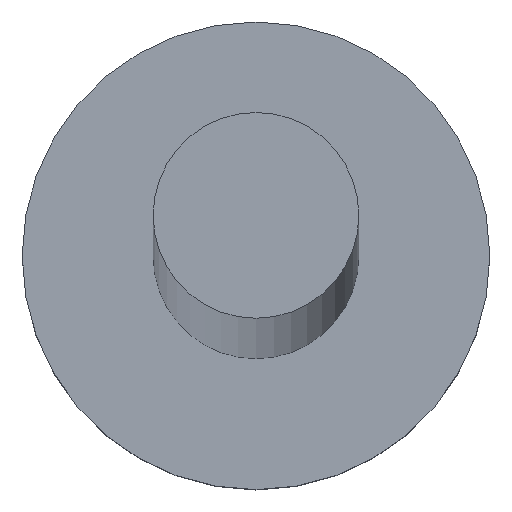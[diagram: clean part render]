
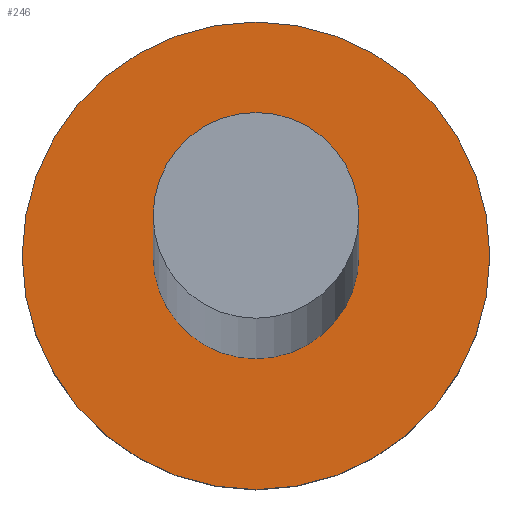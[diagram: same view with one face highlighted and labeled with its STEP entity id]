
A CAD part, top view. The second image highlights one B-rep face of the part: STEP entity #246.
In plain terms, the highlighted planar face has unit normal (0, 0, 1).
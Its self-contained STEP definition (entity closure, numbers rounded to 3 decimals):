
#13 = DIRECTION ( 'NONE',  ( 1., 0., 0. ) ) ;
#24 = CIRCLE ( 'NONE', #121, 1.1 ) ;
#25 = DIRECTION ( 'NONE',  ( 1., 0., 0. ) ) ;
#35 = VERTEX_POINT ( 'NONE', #252 ) ;
#37 = CIRCLE ( 'NONE', #184, 2.5 ) ;
#49 = DIRECTION ( 'NONE',  ( 1., 0., 0. ) ) ;
#58 = EDGE_CURVE ( 'NONE', #154, #35, #213, .T. ) ;
#60 = CARTESIAN_POINT ( 'NONE',  ( 0., 0., 2. ) ) ;
#71 = DIRECTION ( 'NONE',  ( 0., 0., 1. ) ) ;
#73 = EDGE_LOOP ( 'NONE', ( #231, #119 ) ) ;
#74 = DIRECTION ( 'NONE',  ( 0., 0., 1. ) ) ;
#80 = ORIENTED_EDGE ( 'NONE', *, *, #58, .F. ) ;
#81 = EDGE_CURVE ( 'NONE', #105, #180, #186, .T. ) ;
#85 = FACE_OUTER_BOUND ( 'NONE', #73, .T. ) ;
#87 = DIRECTION ( 'NONE',  ( 1., 0., 0. ) ) ;
#97 = AXIS2_PLACEMENT_3D ( 'NONE', #200, #170, #13 ) ;
#105 = VERTEX_POINT ( 'NONE', #234 ) ;
#113 = CARTESIAN_POINT ( 'NONE',  ( 0., 0., 2. ) ) ;
#119 = ORIENTED_EDGE ( 'NONE', *, *, #81, .T. ) ;
#120 = DIRECTION ( 'NONE',  ( 0., 0., 1. ) ) ;
#121 = AXIS2_PLACEMENT_3D ( 'NONE', #202, #71, #49 ) ;
#125 = FACE_BOUND ( 'NONE', #205, .T. ) ;
#129 = AXIS2_PLACEMENT_3D ( 'NONE', #113, #74, #153 ) ;
#153 = DIRECTION ( 'NONE',  ( 1., 0., 0. ) ) ;
#154 = VERTEX_POINT ( 'NONE', #227 ) ;
#170 = DIRECTION ( 'NONE',  ( 0., 0., 1. ) ) ;
#171 = AXIS2_PLACEMENT_3D ( 'NONE', #60, #120, #25 ) ;
#179 = ORIENTED_EDGE ( 'NONE', *, *, #182, .F. ) ;
#180 = VERTEX_POINT ( 'NONE', #194 ) ;
#182 = EDGE_CURVE ( 'NONE', #35, #154, #24, .T. ) ;
#184 = AXIS2_PLACEMENT_3D ( 'NONE', #197, #244, #87 ) ;
#186 = CIRCLE ( 'NONE', #129, 2.5 ) ;
#194 = CARTESIAN_POINT ( 'NONE',  ( -2.5, 0., 2. ) ) ;
#197 = CARTESIAN_POINT ( 'NONE',  ( 0., 0., 2. ) ) ;
#200 = CARTESIAN_POINT ( 'NONE',  ( 0., 0., 2. ) ) ;
#202 = CARTESIAN_POINT ( 'NONE',  ( 0., 0., 2. ) ) ;
#205 = EDGE_LOOP ( 'NONE', ( #80, #179 ) ) ;
#213 = CIRCLE ( 'NONE', #97, 1.1 ) ;
#227 = CARTESIAN_POINT ( 'NONE',  ( -1.1, 0., 2. ) ) ;
#231 = ORIENTED_EDGE ( 'NONE', *, *, #236, .T. ) ;
#234 = CARTESIAN_POINT ( 'NONE',  ( 2.5, 0., 2. ) ) ;
#236 = EDGE_CURVE ( 'NONE', #180, #105, #37, .T. ) ;
#241 = PLANE ( 'NONE',  #171 ) ;
#244 = DIRECTION ( 'NONE',  ( 0., 0., 1. ) ) ;
#246 = ADVANCED_FACE ( 'NONE', ( #125, #85 ), #241, .T. ) ;
#252 = CARTESIAN_POINT ( 'NONE',  ( 1.1, 0., 2. ) ) ;
